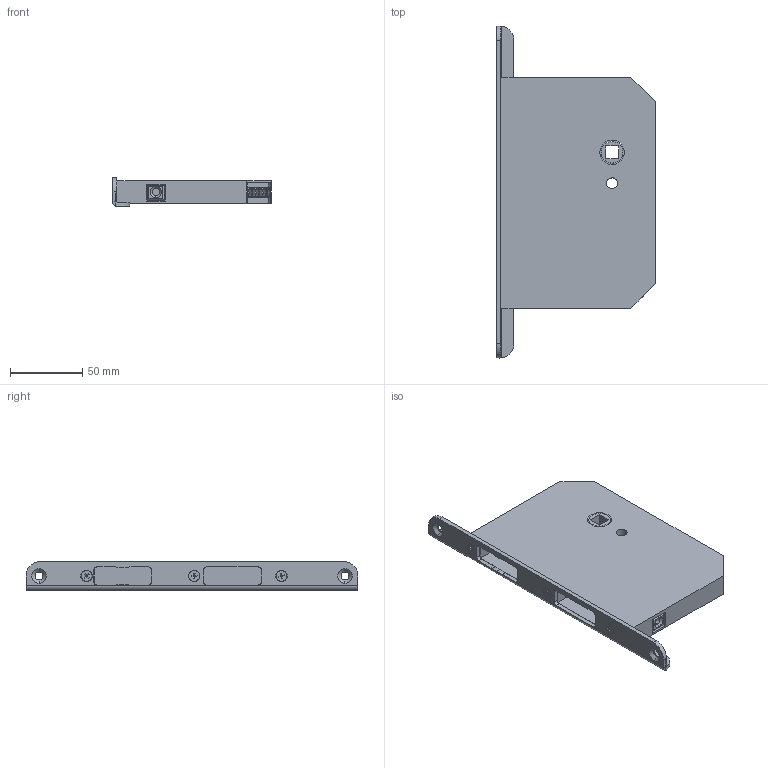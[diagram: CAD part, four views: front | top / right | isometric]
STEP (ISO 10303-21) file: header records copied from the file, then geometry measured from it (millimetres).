
FILE_DESCRIPTION (( 'STEP AP203' ), '1' );
FILE_NAME ('CASA 51590, Dornmass 80, Winkelstulp 20r.STEP', '2025-01-10T05:31:55', ( '' ), ( '' ), 'SwSTEP 2.0', 'SolidWorks 2023', '' );
FILE_SCHEMA (( 'CONFIG_CONTROL_DESIGN' ));
Length unit declared in the file: millimetre
Products named in the file (4): D001533313-065_D001533313-081; CASA 51590, Dornmass 80, Winkelstulp 20r; D001127682-000_D001127682-001; D001554090-020
Assembly tree (5 placements, depth 2):
  CASA 51590, Dornmass 80, Winkelstulp 20r
    D001533313-065_D001533313-081
    D001554090-020
    D001127682-000_D001127682-001  x3
Bounding box: 110 x 230 x 20 mm (x, y, z)
Volume: 257894.9 mm3; surface area: 63948.8 mm2
Topology: 7 solids, 7 shells, 459 faces, 1127 edges, 707 vertices
Faces by surface type: plane 322, cylinder 99, cone 26, torus 12
Entity records: 11547 total; most frequent: CARTESIAN_POINT 2063, ORIENTED_EDGE 1862, DIRECTION 1855, EDGE_CURVE 931, LINE 701, VECTOR 701, VERTEX_POINT 593, AXIS2_PLACEMENT_3D 577
